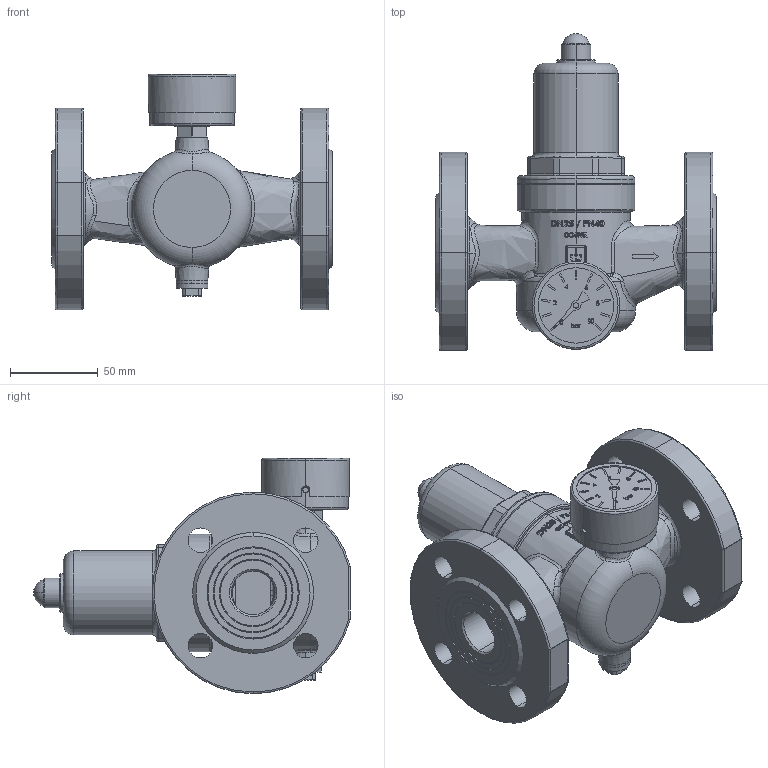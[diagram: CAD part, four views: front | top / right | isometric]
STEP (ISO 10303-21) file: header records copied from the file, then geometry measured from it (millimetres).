
FILE_DESCRIPTION (( 'STEP AP214' ), '1' );
FILE_NAME ('682 25 Dummy.STEP', '2010-08-04T11:28:05', ( '' ), ( '' ), 'SwSTEP 2.0', 'SolidWorks 2010', '' );
FILE_SCHEMA (( 'AUTOMOTIVE_DESIGN' ));
Length unit declared in the file: millimetre
Products named in the file (1): 682 25 Dummy
Bounding box: 160 x 180.7 x 134.3 mm (x, y, z)
Volume: 530219.5 mm3; surface area: 164331.1 mm2
Topology: 9 solids, 9 shells, 1241 faces, 3139 edges, 1998 vertices
Faces by surface type: plane 493, bspline 290, cylinder 256, torus 94, cone 92, sphere 16
Entity records: 72590 total; most frequent: CARTESIAN_POINT 31455, ORIENTED_EDGE 6234, DIRECTION 4850, EDGE_CURVE 3117, VERTEX_POINT 1998, AXIS2_PLACEMENT_3D 1774, EDGE_LOOP 1379, VECTOR 1302
